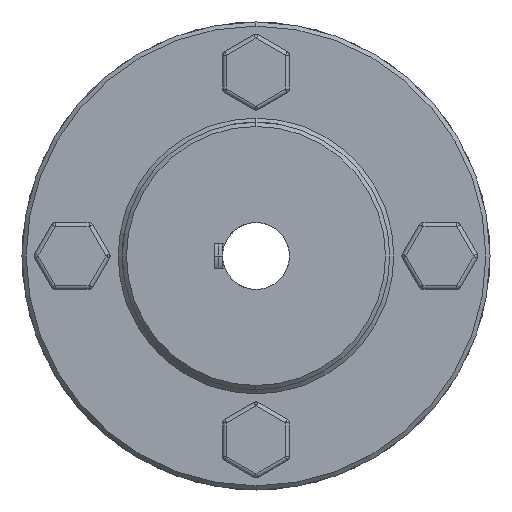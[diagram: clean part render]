
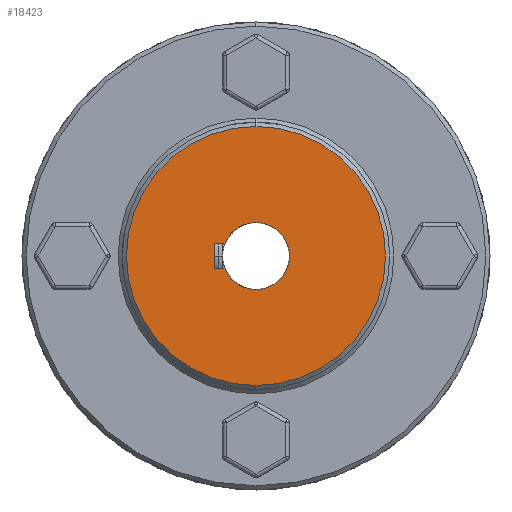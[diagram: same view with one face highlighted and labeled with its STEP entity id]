
A CAD part, left-side view. The second image highlights one B-rep face of the part: STEP entity #18423.
In plain terms, the highlighted planar face has unit normal (-1, 0, 0).
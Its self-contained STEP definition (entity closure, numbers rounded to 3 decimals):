
#50 = VERTEX_POINT ( 'NONE', #1573 ) ;
#52 = VERTEX_POINT ( 'NONE', #1575 ) ;
#56 = VERTEX_POINT ( 'NONE', #1579 ) ;
#346 = VERTEX_POINT ( 'NONE', #1869 ) ;
#347 = VERTEX_POINT ( 'NONE', #1870 ) ;
#362 = VERTEX_POINT ( 'NONE', #1885 ) ;
#363 = VERTEX_POINT ( 'NONE', #1886 ) ;
#368 = VERTEX_POINT ( 'NONE', #1891 ) ;
#567 = EDGE_LOOP ( 'NONE', ( #3003, #3004, #3005, #3006, #3007, #3008 ) ) ;
#581 = EDGE_LOOP ( 'NONE', ( #3001, #3002 ) ) ;
#1573 = CARTESIAN_POINT ( 'NONE',  ( -22.5, 5., -1.5 ) ) ;
#1575 = CARTESIAN_POINT ( 'NONE',  ( -22.5, 5., 1.5 ) ) ;
#1579 = CARTESIAN_POINT ( 'NONE',  ( -22.5, 3.708, 1.5 ) ) ;
#1869 = CARTESIAN_POINT ( 'NONE',  ( -22.5, 0., 15.5 ) ) ;
#1870 = CARTESIAN_POINT ( 'NONE',  ( -22.5, 0., -15.5 ) ) ;
#1885 = CARTESIAN_POINT ( 'NONE',  ( -22.5, 0., 4. ) ) ;
#1886 = CARTESIAN_POINT ( 'NONE',  ( -22.5, 0., -4. ) ) ;
#1891 = CARTESIAN_POINT ( 'NONE',  ( -22.5, 3.708, -1.5 ) ) ;
#2504 = EDGE_CURVE ( 'NONE', #363, #368, #7486, .T. ) ;
#2511 = EDGE_CURVE ( 'NONE', #362, #363, #7495, .T. ) ;
#2533 = EDGE_CURVE ( 'NONE', #56, #362, #7526, .T. ) ;
#2542 = EDGE_CURVE ( 'NONE', #52, #56, #7535, .T. ) ;
#2544 = EDGE_CURVE ( 'NONE', #368, #50, #7542, .T. ) ;
#2554 = EDGE_CURVE ( 'NONE', #50, #52, #7559, .T. ) ;
#2560 = EDGE_CURVE ( 'NONE', #347, #346, #7570, .T. ) ;
#3001 = ORIENTED_EDGE ( 'NONE', *, *, #2560, .T. ) ;
#3002 = ORIENTED_EDGE ( 'NONE', *, *, #3831, .T. ) ;
#3003 = ORIENTED_EDGE ( 'NONE', *, *, #2554, .T. ) ;
#3004 = ORIENTED_EDGE ( 'NONE', *, *, #2542, .T. ) ;
#3005 = ORIENTED_EDGE ( 'NONE', *, *, #2533, .T. ) ;
#3006 = ORIENTED_EDGE ( 'NONE', *, *, #2511, .T. ) ;
#3007 = ORIENTED_EDGE ( 'NONE', *, *, #2504, .T. ) ;
#3008 = ORIENTED_EDGE ( 'NONE', *, *, #2544, .T. ) ;
#3831 = EDGE_CURVE ( 'NONE', #346, #347, #10849, .T. ) ;
#5684 = AXIS2_PLACEMENT_3D ( 'NONE', #8031, #8032, #8033 ) ;
#5686 = AXIS2_PLACEMENT_3D ( 'NONE', #8072, #8076, #8077 ) ;
#5693 = AXIS2_PLACEMENT_3D ( 'NONE', #8206, #8208, #8209 ) ;
#5703 = AXIS2_PLACEMENT_3D ( 'NONE', #8264, #8272, #8273 ) ;
#7486 = CIRCLE ( 'NONE', #5684, 4. ) ;
#7495 = CIRCLE ( 'NONE', #5686, 4. ) ;
#7526 = CIRCLE ( 'NONE', #5693, 4. ) ;
#7535 = LINE ( 'NONE', #8229, #7536 ) ;
#7536 = VECTOR ( 'NONE', #8230, 1000. ) ;
#7542 = LINE ( 'NONE', #8233, #7543 ) ;
#7543 = VECTOR ( 'NONE', #8234, 1000. ) ;
#7559 = LINE ( 'NONE', #8256, #7560 ) ;
#7560 = VECTOR ( 'NONE', #8257, 1000. ) ;
#7570 = CIRCLE ( 'NONE', #5703, 15.5 ) ;
#8031 = CARTESIAN_POINT ( 'NONE',  ( -22.5, 0., 0. ) ) ;
#8032 = DIRECTION ( 'NONE',  ( 1., 0., 0. ) ) ;
#8033 = DIRECTION ( 'NONE',  ( 0., 0., -1. ) ) ;
#8072 = CARTESIAN_POINT ( 'NONE',  ( -22.5, 0., 0. ) ) ;
#8076 = DIRECTION ( 'NONE',  ( 1., 0., 0. ) ) ;
#8077 = DIRECTION ( 'NONE',  ( 0., 0., -1. ) ) ;
#8206 = CARTESIAN_POINT ( 'NONE',  ( -22.5, 0., 0. ) ) ;
#8208 = DIRECTION ( 'NONE',  ( 1., 0., 0. ) ) ;
#8209 = DIRECTION ( 'NONE',  ( 0., 0., -1. ) ) ;
#8229 = CARTESIAN_POINT ( 'NONE',  ( -22.5, 3.708, 1.5 ) ) ;
#8230 = DIRECTION ( 'NONE',  ( 0., -1., 0. ) ) ;
#8233 = CARTESIAN_POINT ( 'NONE',  ( -22.5, 3.708, -1.5 ) ) ;
#8234 = DIRECTION ( 'NONE',  ( 0., 1., 0. ) ) ;
#8256 = CARTESIAN_POINT ( 'NONE',  ( -22.5, 5., 1.5 ) ) ;
#8257 = DIRECTION ( 'NONE',  ( 0., 0., 1. ) ) ;
#8264 = CARTESIAN_POINT ( 'NONE',  ( -22.5, 0., 0. ) ) ;
#8272 = DIRECTION ( 'NONE',  ( -1., 0., 0. ) ) ;
#8273 = DIRECTION ( 'NONE',  ( 0., 0., 1. ) ) ;
#9708 = AXIS2_PLACEMENT_3D ( 'NONE', #11450, #11451, #11452 ) ;
#10849 = CIRCLE ( 'NONE', #9708, 15.5 ) ;
#11450 = CARTESIAN_POINT ( 'NONE',  ( -22.5, 0., 0. ) ) ;
#11451 = DIRECTION ( 'NONE',  ( -1., 0., 0. ) ) ;
#11452 = DIRECTION ( 'NONE',  ( 0., 0., 1. ) ) ;
#13050 = FACE_BOUND ( 'NONE', #567, .T. ) ;
#15538 = FACE_OUTER_BOUND ( 'NONE', #581, .T. ) ;
#15720 = AXIS2_PLACEMENT_3D ( 'NONE', #16074, #16080, #16081 ) ;
#16073 = PLANE ( 'NONE',  #15720 ) ;
#16074 = CARTESIAN_POINT ( 'NONE',  ( -22.5, 16., 0. ) ) ;
#16080 = DIRECTION ( 'NONE',  ( -1., 0., 0. ) ) ;
#16081 = DIRECTION ( 'NONE',  ( 0., 0., 1. ) ) ;
#18423 = ADVANCED_FACE ( 'NONE', ( #15538, #13050 ), #16073, .T. ) ;
